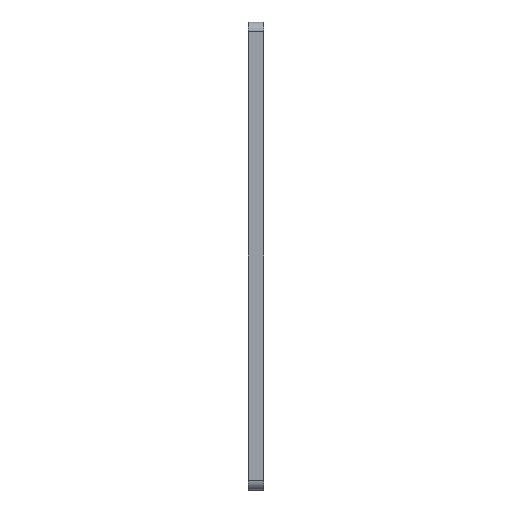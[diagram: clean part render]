
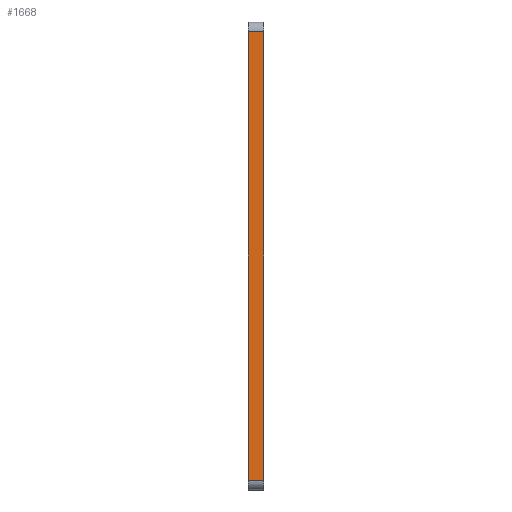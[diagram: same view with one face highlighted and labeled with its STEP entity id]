
A CAD part, left-side view. The second image highlights one B-rep face of the part: STEP entity #1668.
In plain terms, the highlighted planar face has unit normal (-1, 0, 0).
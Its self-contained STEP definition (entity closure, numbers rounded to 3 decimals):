
#105 = VECTOR ( 'NONE', #226, 1000. ) ;
#129 = CARTESIAN_POINT ( 'NONE',  ( 0., 3.175, -93.89 ) ) ;
#226 = DIRECTION ( 'NONE',  ( 0., 0., 1. ) ) ;
#271 = ORIENTED_EDGE ( 'NONE', *, *, #282, .F. ) ;
#282 = EDGE_CURVE ( 'NONE', #798, #1125, #2798, .T. ) ;
#316 = CARTESIAN_POINT ( 'NONE',  ( 0., 0., -93.89 ) ) ;
#416 = VECTOR ( 'NONE', #1925, 1000. ) ;
#463 = AXIS2_PLACEMENT_3D ( 'NONE', #2222, #2678, #615 ) ;
#615 = DIRECTION ( 'NONE',  ( 0., 0., -1. ) ) ;
#706 = ORIENTED_EDGE ( 'NONE', *, *, #1632, .T. ) ;
#798 = VERTEX_POINT ( 'NONE', #911 ) ;
#911 = CARTESIAN_POINT ( 'NONE',  ( 0., 3.175, -93.89 ) ) ;
#1125 = VERTEX_POINT ( 'NONE', #2819 ) ;
#1196 = VERTEX_POINT ( 'NONE', #316 ) ;
#1436 = VERTEX_POINT ( 'NONE', #3015 ) ;
#1632 = EDGE_CURVE ( 'NONE', #1196, #1436, #1902, .T. ) ;
#1668 = ADVANCED_FACE ( 'NONE', ( #2424 ), #2692, .F. ) ;
#1820 = ORIENTED_EDGE ( 'NONE', *, *, #2301, .T. ) ;
#1882 = CARTESIAN_POINT ( 'NONE',  ( 0., 3.175, -2. ) ) ;
#1901 = EDGE_LOOP ( 'NONE', ( #706, #2134, #271, #1820 ) ) ;
#1902 = LINE ( 'NONE', #2148, #416 ) ;
#1925 = DIRECTION ( 'NONE',  ( 0., 0., 1. ) ) ;
#2031 = DIRECTION ( 'NONE',  ( 0., -1., 0. ) ) ;
#2134 = ORIENTED_EDGE ( 'NONE', *, *, #2970, .F. ) ;
#2148 = CARTESIAN_POINT ( 'NONE',  ( 0., 0., -2. ) ) ;
#2222 = CARTESIAN_POINT ( 'NONE',  ( 0., 3.175, -2. ) ) ;
#2301 = EDGE_CURVE ( 'NONE', #798, #1196, #2508, .T. ) ;
#2424 = FACE_OUTER_BOUND ( 'NONE', #1901, .T. ) ;
#2508 = LINE ( 'NONE', #129, #2541 ) ;
#2541 = VECTOR ( 'NONE', #2031, 1000. ) ;
#2678 = DIRECTION ( 'NONE',  ( 1., 0., 0. ) ) ;
#2692 = PLANE ( 'NONE',  #463 ) ;
#2798 = LINE ( 'NONE', #1882, #105 ) ;
#2819 = CARTESIAN_POINT ( 'NONE',  ( 0., 3.175, -2. ) ) ;
#2877 = LINE ( 'NONE', #2895, #2936 ) ;
#2895 = CARTESIAN_POINT ( 'NONE',  ( 0., 3.175, -2. ) ) ;
#2924 = DIRECTION ( 'NONE',  ( 0., -1., 0. ) ) ;
#2936 = VECTOR ( 'NONE', #2924, 1000. ) ;
#2970 = EDGE_CURVE ( 'NONE', #1125, #1436, #2877, .T. ) ;
#3015 = CARTESIAN_POINT ( 'NONE',  ( 0., 0., -2. ) ) ;
